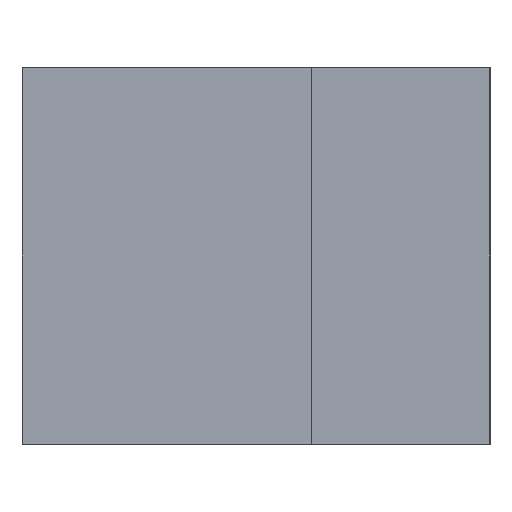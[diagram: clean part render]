
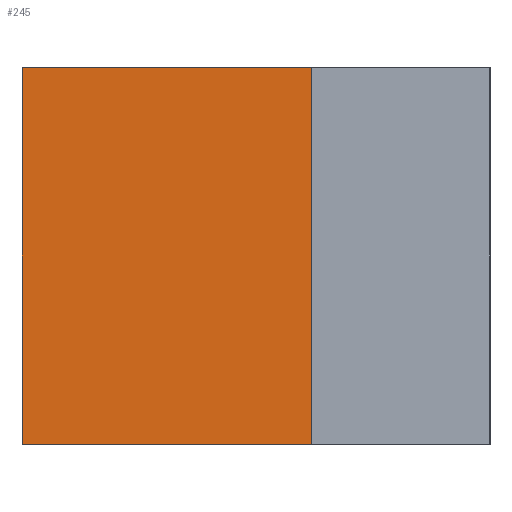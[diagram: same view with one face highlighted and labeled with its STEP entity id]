
A CAD part, left-side view. The second image highlights one B-rep face of the part: STEP entity #245.
In plain terms, the highlighted planar face has unit normal (-1, 0, 0).
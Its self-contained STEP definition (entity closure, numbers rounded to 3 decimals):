
#25=FACE_OUTER_BOUND('',#38,.T.);
#38=EDGE_LOOP('',(#168,#169,#170,#171));
#55=LINE('',#367,#84);
#56=LINE('',#369,#85);
#57=LINE('',#371,#86);
#58=LINE('',#372,#87);
#84=VECTOR('',#302,10.);
#85=VECTOR('',#303,10.);
#86=VECTOR('',#304,10.);
#87=VECTOR('',#305,10.);
#113=VERTEX_POINT('',#365);
#114=VERTEX_POINT('',#366);
#115=VERTEX_POINT('',#368);
#116=VERTEX_POINT('',#370);
#135=EDGE_CURVE('',#113,#114,#55,.T.);
#136=EDGE_CURVE('',#115,#113,#56,.T.);
#137=EDGE_CURVE('',#115,#116,#57,.T.);
#138=EDGE_CURVE('',#114,#116,#58,.T.);
#168=ORIENTED_EDGE('',*,*,#135,.F.);
#169=ORIENTED_EDGE('',*,*,#136,.F.);
#170=ORIENTED_EDGE('',*,*,#137,.T.);
#171=ORIENTED_EDGE('',*,*,#138,.F.);
#234=PLANE('',#281);
#245=ADVANCED_FACE('',(#25),#234,.F.);
#281=AXIS2_PLACEMENT_3D('',#364,#300,#301);
#300=DIRECTION('center_axis',(1.,0.,0.));
#301=DIRECTION('ref_axis',(0.,0.,1.));
#302=DIRECTION('',(0.,0.,1.));
#303=DIRECTION('',(0.,1.,0.));
#304=DIRECTION('',(0.,0.,1.));
#305=DIRECTION('',(0.,-1.,0.));
#364=CARTESIAN_POINT('Origin',(-15.784,30.213,-26.));
#365=CARTESIAN_POINT('',(-15.784,30.213,-26.));
#366=CARTESIAN_POINT('',(-15.784,30.213,0.));
#367=CARTESIAN_POINT('',(-15.784,30.213,-13.));
#368=CARTESIAN_POINT('',(-15.784,10.213,-26.));
#369=CARTESIAN_POINT('',(-15.784,22.142,-26.));
#370=CARTESIAN_POINT('',(-15.784,10.213,0.));
#371=CARTESIAN_POINT('',(-15.784,10.213,0.));
#372=CARTESIAN_POINT('',(-15.784,22.142,0.));
